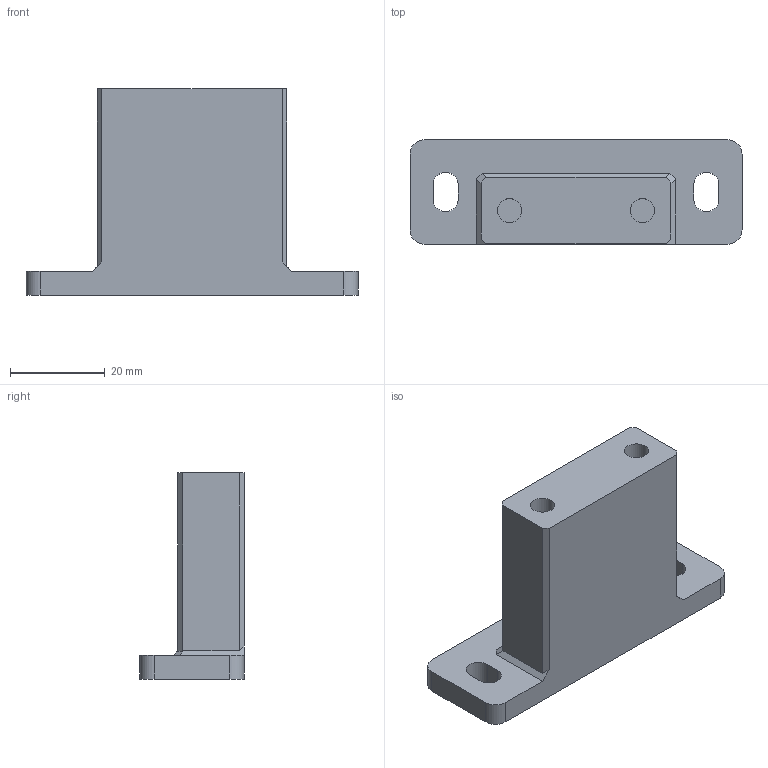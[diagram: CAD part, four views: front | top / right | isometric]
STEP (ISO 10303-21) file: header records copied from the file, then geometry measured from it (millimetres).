
FILE_DESCRIPTION(/* description */ (''),/* implementation_level */ '2;1');
FILE_NAME(/* name */ 'power_mount v8.step',/* time_stamp */ '2020-09-24T13:16:39-07:00',/* author */ (''),/* organization */ (''),/* preprocessor_version */ 'ST-DEVELOPER v18.1',/* originating_system */ 'Autodesk Translation Framework v9.3.0.1241',/* authorisation */ '');
FILE_SCHEMA (('AUTOMOTIVE_DESIGN { 1 0 10303 214 3 1 1 }'));
Length unit declared in the file: millimetre
Products named in the file (1): power_mount
Bounding box: 70 x 22 x 43.5 mm (x, y, z)
Volume: 28391.7 mm3; surface area: 8385.4 mm2
Topology: 1 solids, 1 shells, 35 faces, 93 edges, 62 vertices
Faces by surface type: plane 25, cylinder 10
Full cylindrical faces by diameter (mm): 5.1 x2
Entity records: 1135 total; most frequent: CARTESIAN_POINT 191, ORIENTED_EDGE 186, DIRECTION 185, EDGE_CURVE 93, LINE 73, VECTOR 73, VERTEX_POINT 62, AXIS2_PLACEMENT_3D 56
